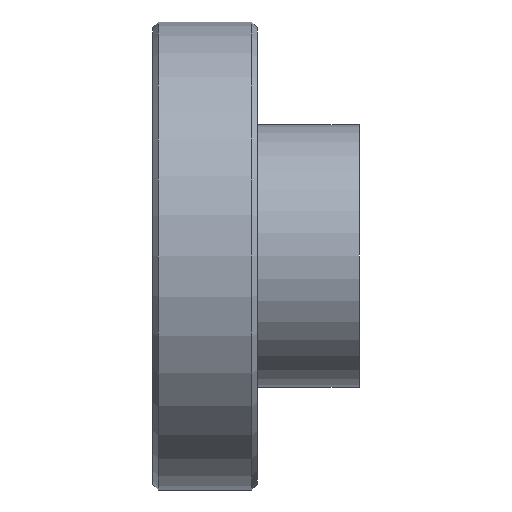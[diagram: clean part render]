
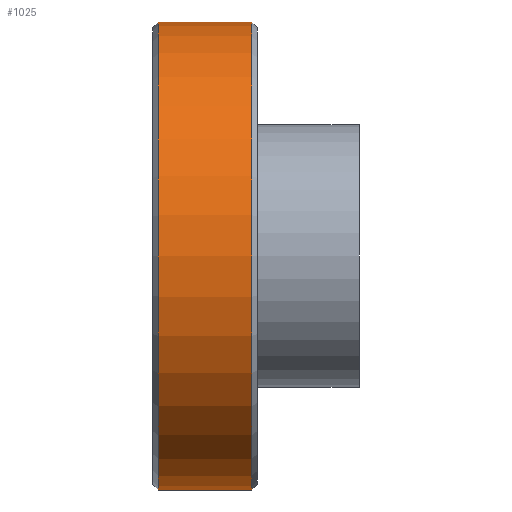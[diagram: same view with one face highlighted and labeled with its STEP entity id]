
A CAD part, left-side view. The second image highlights one B-rep face of the part: STEP entity #1025.
In plain terms, the highlighted cylindrical face has radius 17 mm (diameter 34 mm), a partial arc.
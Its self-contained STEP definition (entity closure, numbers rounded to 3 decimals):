
#140 = VERTEX_POINT ( 'NONE', #800 ) ;
#207 = CIRCLE ( 'NONE', #211, 17. ) ;
#211 = AXIS2_PLACEMENT_3D ( 'NONE', #1276, #1277, #1278 ) ;
#216 = CIRCLE ( 'NONE', #218, 17. ) ;
#218 = AXIS2_PLACEMENT_3D ( 'NONE', #1279, #1280, #1281 ) ;
#221 = VECTOR ( 'NONE', #1272, 1000. ) ;
#238 = VECTOR ( 'NONE', #1270, 1000. ) ;
#254 = VERTEX_POINT ( 'NONE', #821 ) ;
#309 = DIRECTION ( 'NONE',  ( 0., 1., 0. ) ) ;
#311 = CYLINDRICAL_SURFACE ( 'NONE', #1294, 17. ) ;
#312 = FACE_OUTER_BOUND ( 'NONE', #337, .T. ) ;
#313 = CARTESIAN_POINT ( 'NONE',  ( 0., 53.835, 0. ) ) ;
#315 = DIRECTION ( 'NONE',  ( 0., 0., 1. ) ) ;
#337 = EDGE_LOOP ( 'NONE', ( #640, #639, #638, #637 ) ) ;
#417 = VERTEX_POINT ( 'NONE', #845 ) ;
#637 = ORIENTED_EDGE ( 'NONE', *, *, #1133, .T. ) ;
#638 = ORIENTED_EDGE ( 'NONE', *, *, #1129, .T. ) ;
#639 = ORIENTED_EDGE ( 'NONE', *, *, #1132, .T. ) ;
#640 = ORIENTED_EDGE ( 'NONE', *, *, #1130, .F. ) ;
#800 = CARTESIAN_POINT ( 'NONE',  ( 0., -0.4, 17. ) ) ;
#821 = CARTESIAN_POINT ( 'NONE',  ( 0., -0.4, -17. ) ) ;
#845 = CARTESIAN_POINT ( 'NONE',  ( 0., -7.2, -17. ) ) ;
#869 = CARTESIAN_POINT ( 'NONE',  ( 0., -7.2, 17. ) ) ;
#937 = VERTEX_POINT ( 'NONE', #869 ) ;
#1025 = ADVANCED_FACE ( 'NONE', ( #312 ), #311, .T. ) ;
#1129 = EDGE_CURVE ( 'NONE', #937, #140, #1263, .T. ) ;
#1130 = EDGE_CURVE ( 'NONE', #417, #254, #1254, .T. ) ;
#1132 = EDGE_CURVE ( 'NONE', #417, #937, #207, .T. ) ;
#1133 = EDGE_CURVE ( 'NONE', #140, #254, #216, .T. ) ;
#1254 = LINE ( 'NONE', #1271, #221 ) ;
#1263 = LINE ( 'NONE', #1269, #238 ) ;
#1269 = CARTESIAN_POINT ( 'NONE',  ( 0., 53.835, 17. ) ) ;
#1270 = DIRECTION ( 'NONE',  ( 0., 1., 0. ) ) ;
#1271 = CARTESIAN_POINT ( 'NONE',  ( 0., 53.835, -17. ) ) ;
#1272 = DIRECTION ( 'NONE',  ( 0., 1., 0. ) ) ;
#1276 = CARTESIAN_POINT ( 'NONE',  ( 0., -7.2, 0. ) ) ;
#1277 = DIRECTION ( 'NONE',  ( 0., 1., 0. ) ) ;
#1278 = DIRECTION ( 'NONE',  ( 0., 0., -1. ) ) ;
#1279 = CARTESIAN_POINT ( 'NONE',  ( 0., -0.4, 0. ) ) ;
#1280 = DIRECTION ( 'NONE',  ( 0., -1., 0. ) ) ;
#1281 = DIRECTION ( 'NONE',  ( 0., 0., 1. ) ) ;
#1294 = AXIS2_PLACEMENT_3D ( 'NONE', #313, #309, #315 ) ;
